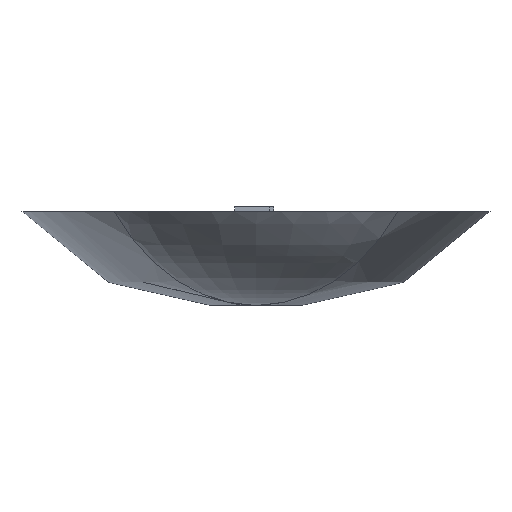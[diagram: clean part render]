
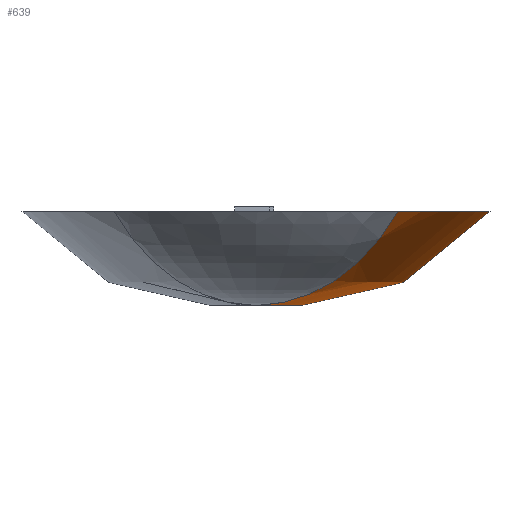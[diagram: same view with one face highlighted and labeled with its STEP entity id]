
A CAD part, left-side view. The second image highlights one B-rep face of the part: STEP entity #639.
In plain terms, the highlighted free-form (B-spline) face has degree [3, 2] with [17, 3] control points.
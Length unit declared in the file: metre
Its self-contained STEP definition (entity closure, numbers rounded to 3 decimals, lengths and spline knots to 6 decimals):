
#12=(
BOUNDED_SURFACE()
B_SPLINE_SURFACE(3,2,((#1456,#1457,#1458),(#1459,#1460,#1461),(#1462,#1463,
#1464),(#1465,#1466,#1467),(#1468,#1469,#1470),(#1471,#1472,#1473),(#1474,
#1475,#1476),(#1477,#1478,#1479),(#1480,#1481,#1482),(#1483,#1484,#1485),
(#1486,#1487,#1488),(#1489,#1490,#1491),(#1492,#1493,#1494),(#1495,#1496,
#1497),(#1498,#1499,#1500),(#1501,#1502,#1503),(#1504,#1505,#1506)),
 .UNSPECIFIED.,.F.,.F.,.F.)
B_SPLINE_SURFACE_WITH_KNOTS((4,1,1,1,1,1,1,1,1,1,1,1,1,1,4),(3,3),(0.08025,
0.080728,0.081206,0.082162,0.083118,
0.084074,0.085986,0.087898,0.08981,
0.091721,0.092677,0.093633,0.094589,
0.095067,0.095545),(0.410836,1.),
 .UNSPECIFIED.)
GEOMETRIC_REPRESENTATION_ITEM()
RATIONAL_B_SPLINE_SURFACE(((0.858,0.827,1.),(0.858,
0.827,1.),(0.858,0.827,1.),(0.858,
0.827,1.),(0.858,0.827,1.),(0.858,
0.827,1.),(0.858,0.827,1.),(0.858,
0.827,1.),(0.858,0.827,1.),(0.858,
0.827,1.),(0.858,0.827,1.),(0.858,
0.827,1.),(0.858,0.827,1.),(0.858,
0.827,1.),(0.858,0.827,1.),(0.858,
0.827,1.),(0.858,0.827,1.)))
REPRESENTATION_ITEM('')
SURFACE()
);
#172=ORIENTED_EDGE('',*,*,#361,.T.);
#173=ORIENTED_EDGE('',*,*,#352,.T.);
#174=ORIENTED_EDGE('',*,*,#359,.F.);
#175=ORIENTED_EDGE('',*,*,#357,.F.);
#352=EDGE_CURVE('',#441,#447,#495,.T.);
#357=EDGE_CURVE('',#452,#453,#500,.T.);
#359=EDGE_CURVE('',#453,#447,#502,.F.);
#361=EDGE_CURVE('',#452,#441,#504,.F.);
#441=VERTEX_POINT('',#860);
#447=VERTEX_POINT('',#891);
#452=VERTEX_POINT('',#949);
#453=VERTEX_POINT('',#950);
#495=B_SPLINE_CURVE_WITH_KNOTS('',3,(#892,#893,#894,#895,#896,#897,#898,
#899,#900,#901,#902),.UNSPECIFIED.,.F.,.F.,(4,1,1,1,1,1,1,1,4),(0.000289,
0.003563,0.006838,0.010113,0.013388,
0.016663,0.019937,0.023212,0.026487),
 .UNSPECIFIED.);
#500=B_SPLINE_CURVE_WITH_KNOTS('',3,(#940,#941,#942,#943,#944,#945,#946,
#947,#948),.UNSPECIFIED.,.F.,.F.,(4,1,1,1,1,1,4),(0.,0.001864,
0.003727,0.007455,0.011182,0.013045,
0.014909),.UNSPECIFIED.);
#502=B_SPLINE_CURVE_WITH_KNOTS('',3,(#1444,#1445,#1446,#1447,#1448,#1449),
 .UNSPECIFIED.,.F.,.F.,(4,1,1,4),(0.408969,0.704484,0.852242,
1.),.UNSPECIFIED.);
#504=B_SPLINE_CURVE_WITH_KNOTS('',3,(#1507,#1508,#1509,#1510,#1511,#1512),
 .UNSPECIFIED.,.F.,.F.,(4,1,1,4),(0.408968,0.704484,0.852242,
1.),.UNSPECIFIED.);
#532=EDGE_LOOP('',(#172,#173,#174,#175));
#575=FACE_BOUND('',#532,.T.);
#639=ADVANCED_FACE('',(#575),#12,.T.);
#860=CARTESIAN_POINT('',(0.012278,-0.00605,0.016));
#891=CARTESIAN_POINT('',(-0.012276,-0.006053,0.016));
#892=CARTESIAN_POINT('',(0.012278,-0.00605,0.016));
#893=CARTESIAN_POINT('',(0.011433,-0.006762,0.016));
#894=CARTESIAN_POINT('',(0.009594,-0.007937,0.016));
#895=CARTESIAN_POINT('',(0.006494,-0.009154,0.016));
#896=CARTESIAN_POINT('',(0.00331,-0.009844,0.016));
#897=CARTESIAN_POINT('',(-0.000003,-0.010076,0.016));
#898=CARTESIAN_POINT('',(-0.003258,-0.009851,0.016));
#899=CARTESIAN_POINT('',(-0.006499,-0.009153,0.016));
#900=CARTESIAN_POINT('',(-0.009553,-0.007957,0.016));
#901=CARTESIAN_POINT('',(-0.01143,-0.006764,0.016));
#902=CARTESIAN_POINT('',(-0.012276,-0.006052,0.016));
#940=CARTESIAN_POINT('',(0.007041,0.,0.012));
#941=CARTESIAN_POINT('',(0.006551,-0.000392,0.012));
#942=CARTESIAN_POINT('',(0.005452,-0.000994,0.012));
#943=CARTESIAN_POINT('',(0.003101,-0.001784,0.012));
#944=CARTESIAN_POINT('',(0.000001,-0.002143,0.012));
#945=CARTESIAN_POINT('',(-0.003097,-0.001786,0.012));
#946=CARTESIAN_POINT('',(-0.005457,-0.000992,0.012));
#947=CARTESIAN_POINT('',(-0.006552,-0.000392,0.012));
#948=CARTESIAN_POINT('',(-0.007041,0.,0.012));
#949=CARTESIAN_POINT('',(0.007041,0.,0.012));
#950=CARTESIAN_POINT('',(-0.007041,0.,0.012));
#1444=CARTESIAN_POINT('',(-0.012276,-0.006053,0.016));
#1445=CARTESIAN_POINT('',(-0.01167,-0.005352,0.014764));
#1446=CARTESIAN_POINT('',(-0.010479,-0.003975,0.013242));
#1447=CARTESIAN_POINT('',(-0.008553,-0.001748,0.012179));
#1448=CARTESIAN_POINT('',(-0.007552,-0.00059,0.012));
#1449=CARTESIAN_POINT('',(-0.007041,0.,0.012));
#1456=CARTESIAN_POINT('',(0.012503,-0.005901,0.016045));
#1457=CARTESIAN_POINT('',(0.010522,-0.00365,0.012));
#1458=CARTESIAN_POINT('',(0.007197,0.000131,0.012));
#1459=CARTESIAN_POINT('',(0.01214,-0.00622,0.016045));
#1460=CARTESIAN_POINT('',(0.01025,-0.003889,0.012));
#1461=CARTESIAN_POINT('',(0.007076,0.000024,0.012));
#1462=CARTESIAN_POINT('',(0.011483,-0.006727,0.016045));
#1463=CARTESIAN_POINT('',(0.009743,-0.004281,0.012));
#1464=CARTESIAN_POINT('',(0.006822,-0.000174,0.012));
#1465=CARTESIAN_POINT('',(0.010293,-0.007504,0.016045));
#1466=CARTESIAN_POINT('',(0.008798,-0.004898,0.012));
#1467=CARTESIAN_POINT('',(0.006289,-0.000523,0.012));
#1468=CARTESIAN_POINT('',(0.008919,-0.008214,0.016045));
#1469=CARTESIAN_POINT('',(0.007672,-0.005482,0.012));
#1470=CARTESIAN_POINT('',(0.00558,-0.000894,0.012));
#1471=CARTESIAN_POINT('',(0.007349,-0.008841,0.016045));
#1472=CARTESIAN_POINT('',(0.006355,-0.006008,0.012));
#1473=CARTESIAN_POINT('',(0.004687,-0.001252,0.012));
#1474=CARTESIAN_POINT('',(0.005346,-0.009453,0.016045));
#1475=CARTESIAN_POINT('',(0.004648,-0.006531,0.012));
#1476=CARTESIAN_POINT('',(0.003476,-0.001623,0.012));
#1477=CARTESIAN_POINT('',(0.002902,-0.009916,0.016045));
#1478=CARTESIAN_POINT('',(0.002533,-0.006932,0.012));
#1479=CARTESIAN_POINT('',(0.001912,-0.001922,0.012));
#1480=CARTESIAN_POINT('',(-0.000006,-0.010092,0.016045));
#1481=CARTESIAN_POINT('',(-0.000005,-0.007086,0.012));
#1482=CARTESIAN_POINT('',(-0.000004,-0.002039,0.012));
#1483=CARTESIAN_POINT('',(-0.002884,-0.009917,0.016045));
#1484=CARTESIAN_POINT('',(-0.002517,-0.006934,0.012));
#1485=CARTESIAN_POINT('',(-0.001901,-0.001923,0.012));
#1486=CARTESIAN_POINT('',(-0.005351,-0.009453,0.016045));
#1487=CARTESIAN_POINT('',(-0.004652,-0.00653,0.012));
#1488=CARTESIAN_POINT('',(-0.003479,-0.001623,0.012));
#1489=CARTESIAN_POINT('',(-0.00736,-0.008837,0.016045));
#1490=CARTESIAN_POINT('',(-0.006365,-0.006005,0.012));
#1491=CARTESIAN_POINT('',(-0.004693,-0.001249,0.012));
#1492=CARTESIAN_POINT('',(-0.008932,-0.008208,0.016045));
#1493=CARTESIAN_POINT('',(-0.007683,-0.005477,0.012));
#1494=CARTESIAN_POINT('',(-0.005587,-0.00089,0.012));
#1495=CARTESIAN_POINT('',(-0.010301,-0.007499,0.016045));
#1496=CARTESIAN_POINT('',(-0.008805,-0.004895,0.012));
#1497=CARTESIAN_POINT('',(-0.006293,-0.000521,0.012));
#1498=CARTESIAN_POINT('',(-0.011487,-0.006724,0.016045));
#1499=CARTESIAN_POINT('',(-0.009746,-0.004279,0.012));
#1500=CARTESIAN_POINT('',(-0.006824,-0.000173,0.012));
#1501=CARTESIAN_POINT('',(-0.012137,-0.006223,0.016045));
#1502=CARTESIAN_POINT('',(-0.010248,-0.003891,0.012));
#1503=CARTESIAN_POINT('',(-0.007075,0.000024,0.012));
#1504=CARTESIAN_POINT('',(-0.012499,-0.005904,0.016045));
#1505=CARTESIAN_POINT('',(-0.01052,-0.003652,0.012));
#1506=CARTESIAN_POINT('',(-0.007196,0.00013,0.012));
#1507=CARTESIAN_POINT('',(0.012278,-0.00605,0.016));
#1508=CARTESIAN_POINT('',(0.011672,-0.00535,0.014764));
#1509=CARTESIAN_POINT('',(0.010481,-0.003974,0.013242));
#1510=CARTESIAN_POINT('',(0.008553,-0.001747,0.012179));
#1511=CARTESIAN_POINT('',(0.007552,-0.00059,0.012));
#1512=CARTESIAN_POINT('',(0.007041,0.,0.012));
